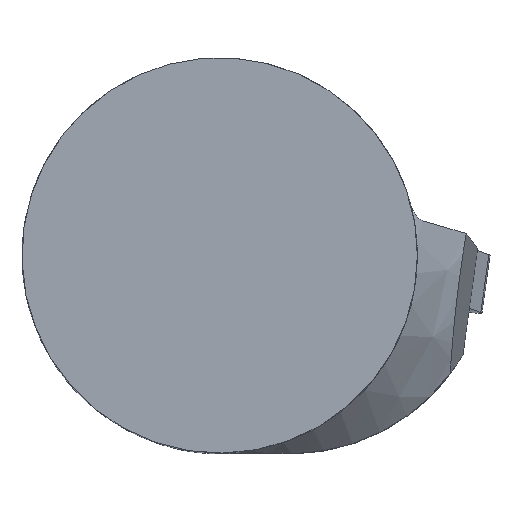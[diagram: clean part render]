
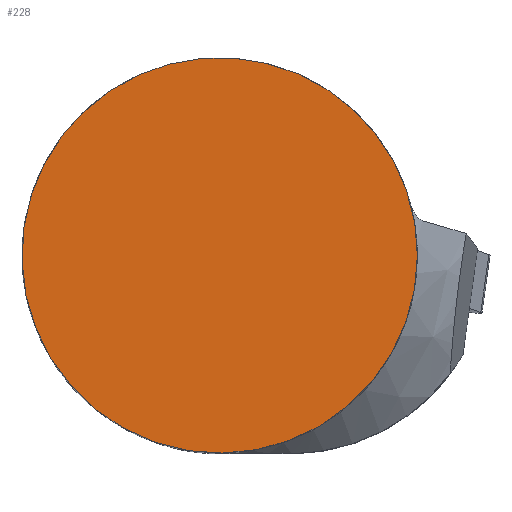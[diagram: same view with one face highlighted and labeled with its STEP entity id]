
A CAD part, top view. The second image highlights one B-rep face of the part: STEP entity #228.
In plain terms, the highlighted planar face has unit normal (0, 0, 1).
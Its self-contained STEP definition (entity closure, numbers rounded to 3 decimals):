
#183=FACE_OUTER_BOUND('',#431,.T.);
#228=ADVANCED_FACE('',(#183),#258,.T.);
#258=PLANE('',#1070);
#431=EDGE_LOOP('',(#646));
#646=ORIENTED_EDGE('',*,*,#812,.T.);
#723=VERTEX_POINT('',#1546);
#812=EDGE_CURVE('',#723,#723,#886,.T.);
#886=CIRCLE('',#1021,16.);
#1021=AXIS2_PLACEMENT_3D('',#1545,#1198,#1199);
#1070=AXIS2_PLACEMENT_3D('',#1692,#1315,#1316);
#1198=DIRECTION('',(0.,0.,1.));
#1199=DIRECTION('',(1.,0.,0.));
#1315=DIRECTION('',(0.,0.,1.));
#1316=DIRECTION('',(1.,0.,0.));
#1545=CARTESIAN_POINT('',(0.,0.,0.));
#1546=CARTESIAN_POINT('',(16.,0.,0.));
#1692=CARTESIAN_POINT('',(0.,0.,0.));
